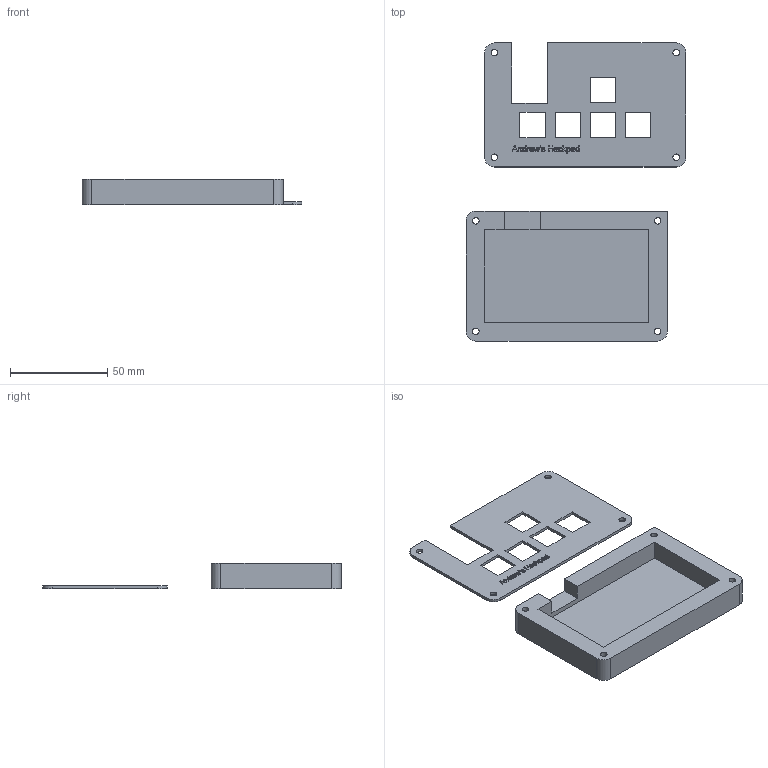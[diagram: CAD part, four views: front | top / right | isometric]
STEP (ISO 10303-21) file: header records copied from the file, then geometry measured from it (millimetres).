
FILE_DESCRIPTION(/* description */ (''),/* implementation_level */ '2;1');
FILE_NAME(/* name */ 'Hackpad Case Combined.step',/* time_stamp */ '2025-06-20T16:58:58-04:00',/* author */ (''),/* organization */ (''),/* preprocessor_version */ 'ST-DEVELOPER v20.1',/* originating_system */ 'Autodesk Translation Framework v14.10.0.0',/* authorisation */ '');
FILE_SCHEMA (('AUTOMOTIVE_DESIGN { 1 0 10303 214 3 1 1 }'));
Length unit declared in the file: millimetre
Products named in the file (4): 2025-06-20-16-56-03-649; 2025-06-18-21-40-57-649; 2025-06-18-21-47-25-616; 2025-06-18-23-38-26-633
Assembly tree (3 placements, depth 3):
  2025-06-20-16-56-03-649
    2025-06-18-21-40-57-649
      2025-06-18-21-47-25-616
    2025-06-18-23-38-26-633
Bounding box: 112.95 x 153.3 x 13 mm (x, y, z)
Volume: 54910.8 mm3; surface area: 32547 mm2
Topology: 2 solids, 2 shells, 394 faces, 1092 edges, 728 vertices
Faces by surface type: bspline 203, plane 172, cylinder 19
Full cylindrical faces by diameter (mm): 3.4 x8, 6 x4
Entity records: 14541 total; most frequent: CARTESIAN_POINT 5672, ORIENTED_EDGE 2184, DIRECTION 1120, EDGE_CURVE 1092, VERTEX_POINT 728, LINE 648, VECTOR 648, EDGE_LOOP 446
